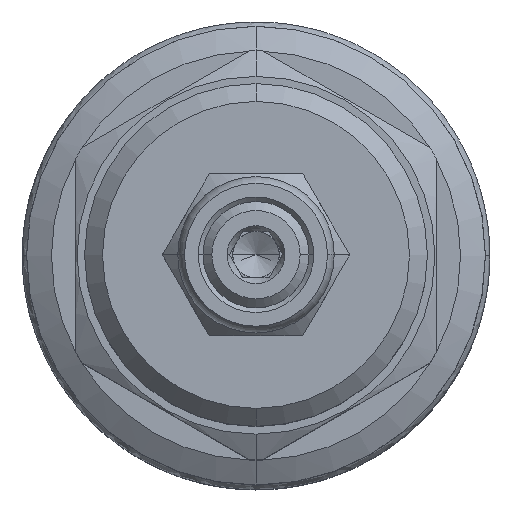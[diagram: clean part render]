
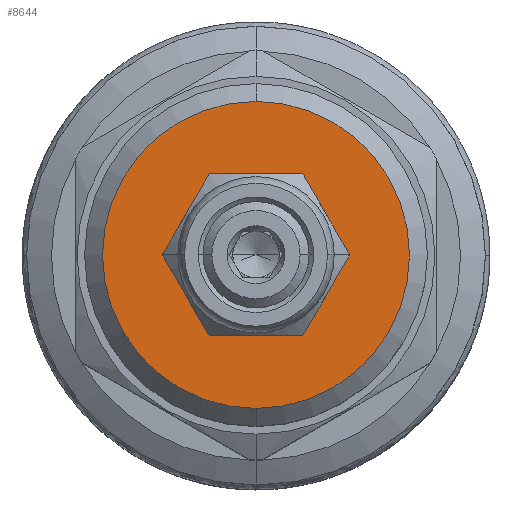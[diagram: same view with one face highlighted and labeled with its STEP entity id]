
A CAD part, top view. The second image highlights one B-rep face of the part: STEP entity #8644.
In plain terms, the highlighted planar face has unit normal (0, 0, 1).
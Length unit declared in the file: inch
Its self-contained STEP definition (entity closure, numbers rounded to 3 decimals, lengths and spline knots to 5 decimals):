
#5797=CARTESIAN_POINT('',(0.,0.,4.972));
#5798=DIRECTION('',(0.,0.,1.));
#5799=DIRECTION('',(-1.,0.,0.));
#5800=AXIS2_PLACEMENT_3D('',#5797,#5798,#5799);
#5802=CARTESIAN_POINT('',(0.,0.,4.972));
#5803=DIRECTION('',(0.,0.,1.));
#5804=DIRECTION('',(1.,0.,0.));
#5805=AXIS2_PLACEMENT_3D('',#5802,#5803,#5804);
#5807=CARTESIAN_POINT('',(0.,0.,4.972));
#5808=DIRECTION('',(0.,0.,1.));
#5809=DIRECTION('',(0.,-1.,0.));
#5810=AXIS2_PLACEMENT_3D('',#5807,#5808,#5809);
#5825=CARTESIAN_POINT('',(0.,0.,4.972));
#5826=DIRECTION('',(0.,0.,1.));
#5827=DIRECTION('',(0.,1.,0.));
#5828=AXIS2_PLACEMENT_3D('',#5825,#5826,#5827);
#7978=CARTESIAN_POINT('',(0.,0.532,4.972));
#7979=CARTESIAN_POINT('',(0.,-0.532,4.972));
#7980=VERTEX_POINT('',#7978);
#7981=VERTEX_POINT('',#7979);
#8223=CARTESIAN_POINT('',(-0.271,0.,4.972));
#8224=CARTESIAN_POINT('',(0.271,0.,4.972));
#8225=VERTEX_POINT('',#8223);
#8226=VERTEX_POINT('',#8224);
#8628=CARTESIAN_POINT('',(0.,0.,4.972));
#8629=DIRECTION('',(0.,0.,1.));
#8630=DIRECTION('',(0.,1.,0.));
#8631=AXIS2_PLACEMENT_3D('',#8628,#8629,#8630);
#8632=PLANE('',#8631);
#8634=ORIENTED_EDGE('',*,*,#8633,.F.);
#8636=ORIENTED_EDGE('',*,*,#8635,.F.);
#8637=EDGE_LOOP('',(#8634,#8636));
#8638=FACE_OUTER_BOUND('',#8637,.F.);
#8639=ORIENTED_EDGE('',*,*,#8618,.T.);
#8641=ORIENTED_EDGE('',*,*,#8640,.T.);
#8642=EDGE_LOOP('',(#8639,#8641));
#8643=FACE_BOUND('',#8642,.F.);
#8644=ADVANCED_FACE('',(#8638,#8643),#8632,.T.);
#5801=CIRCLE('',#5800,0.271);
#5806=CIRCLE('',#5805,0.271);
#5811=CIRCLE('',#5810,0.532);
#5829=CIRCLE('',#5828,0.532);
#8618=EDGE_CURVE('',#8225,#8226,#5801,.T.);
#8633=EDGE_CURVE('',#7981,#7980,#5811,.T.);
#8635=EDGE_CURVE('',#7980,#7981,#5829,.T.);
#8640=EDGE_CURVE('',#8226,#8225,#5806,.T.);
